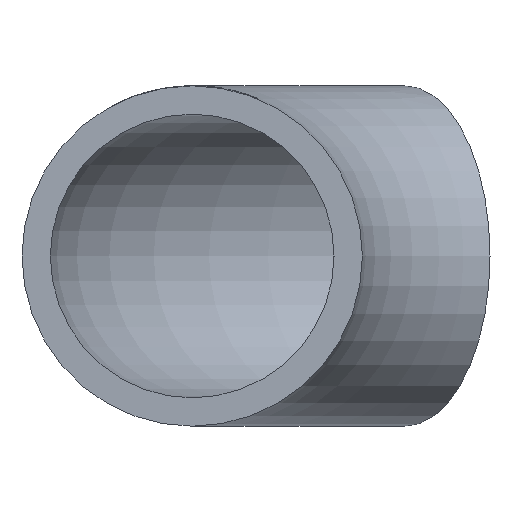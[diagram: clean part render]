
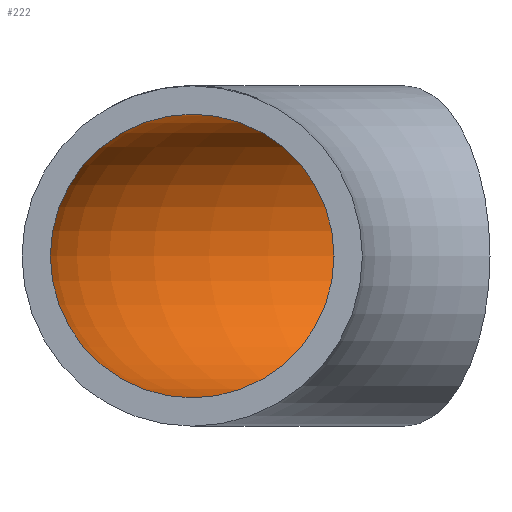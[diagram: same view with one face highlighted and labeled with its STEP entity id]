
A CAD part, front view. The second image highlights one B-rep face of the part: STEP entity #222.
In plain terms, the highlighted toroidal (fillet/blend) face has major radius 22.5 mm and minor radius 7.5 mm.
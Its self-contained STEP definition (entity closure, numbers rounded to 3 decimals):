
#222 = ADVANCED_FACE ( 'NONE', ( #7541, #4410 ), #4354, .F. ) ;
#1702 = CARTESIAN_POINT ( 'NONE',  ( -11.25, 19.486, 0. ) ) ;
#2356 = CARTESIAN_POINT ( 'NONE',  ( -15., 25.981, 0. ) ) ;
#2521 = ORIENTED_EDGE ( 'NONE', *, *, #9130, .T. ) ;
#3342 = CARTESIAN_POINT ( 'NONE',  ( -22.5, 0., 0. ) ) ;
#3694 = EDGE_CURVE ( 'NONE', #5302, #5302, #8035, .T. ) ;
#4354 = TOROIDAL_SURFACE ( 'NONE', #11247, 22.5, 7.5 ) ;
#4410 = FACE_OUTER_BOUND ( 'NONE', #9476, .T. ) ;
#4847 = DIRECTION ( 'NONE',  ( 0.866, 0.5, 0. ) ) ;
#5302 = VERTEX_POINT ( 'NONE', #10092 ) ;
#6490 = DIRECTION ( 'NONE',  ( -1., 0., 0. ) ) ;
#6699 = CIRCLE ( 'NONE', #7309, 7.5 ) ;
#7309 = AXIS2_PLACEMENT_3D ( 'NONE', #1702, #4847, #11870 ) ;
#7541 = FACE_OUTER_BOUND ( 'NONE', #11972, .T. ) ;
#7593 = ORIENTED_EDGE ( 'NONE', *, *, #3694, .F. ) ;
#8035 = CIRCLE ( 'NONE', #9716, 7.5 ) ;
#9130 = EDGE_CURVE ( 'NONE', #11339, #11339, #6699, .T. ) ;
#9476 = EDGE_LOOP ( 'NONE', ( #7593 ) ) ;
#9716 = AXIS2_PLACEMENT_3D ( 'NONE', #3342, #12453, #12523 ) ;
#10092 = CARTESIAN_POINT ( 'NONE',  ( -22.5, 0., 7.5 ) ) ;
#11247 = AXIS2_PLACEMENT_3D ( 'NONE', #11550, #12390, #6490 ) ;
#11339 = VERTEX_POINT ( 'NONE', #2356 ) ;
#11550 = CARTESIAN_POINT ( 'NONE',  ( 0., 0., 0. ) ) ;
#11870 = DIRECTION ( 'NONE',  ( -0.5, 0.866, 0. ) ) ;
#11972 = EDGE_LOOP ( 'NONE', ( #2521 ) ) ;
#12390 = DIRECTION ( 'NONE',  ( 0., 0., -1. ) ) ;
#12453 = DIRECTION ( 'NONE',  ( 0., 1., 0. ) ) ;
#12523 = DIRECTION ( 'NONE',  ( 0., 0., 1. ) ) ;
